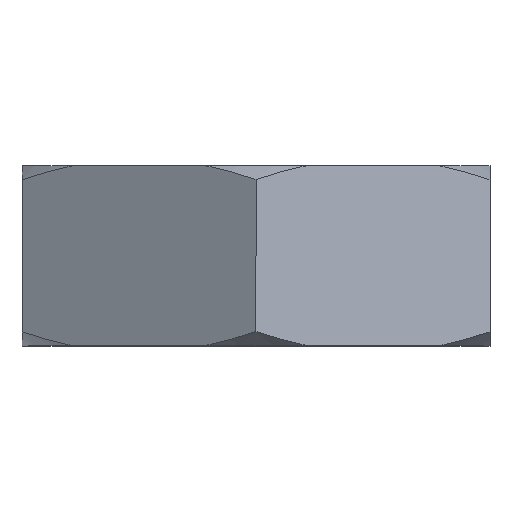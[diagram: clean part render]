
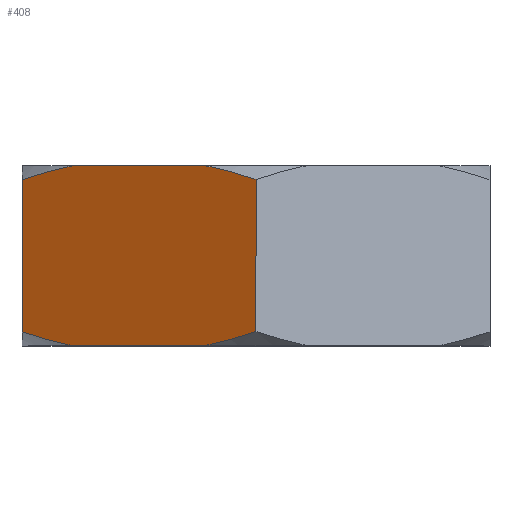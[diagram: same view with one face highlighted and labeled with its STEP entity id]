
A CAD part, top view. The second image highlights one B-rep face of the part: STEP entity #408.
In plain terms, the highlighted planar face has unit normal (-0.5, 0, 0.866).
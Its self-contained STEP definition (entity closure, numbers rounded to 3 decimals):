
#63 = CARTESIAN_POINT ( 'NONE',  ( -0.751, -3.631, 11.567 ) ) ;
#94 = CARTESIAN_POINT ( 'NONE',  ( -2.271, 4., 10.689 ) ) ;
#108 = VERTEX_POINT ( 'NONE', #924 ) ;
#129 = CARTESIAN_POINT ( 'NONE',  ( -2.271, 4., 10.689 ) ) ;
#198 = ORIENTED_EDGE ( 'NONE', *, *, #686, .F. ) ;
#233 = FACE_OUTER_BOUND ( 'NONE', #608, .T. ) ;
#379 = CARTESIAN_POINT ( 'NONE',  ( 0., 3.381, 12. ) ) ;
#406 = EDGE_CURVE ( 'NONE', #2515, #2369, #2583, .T. ) ;
#408 = ADVANCED_FACE ( 'NONE', ( #233 ), #750, .F. ) ;
#419 = CARTESIAN_POINT ( 'NONE',  ( -10.392, 4., 6. ) ) ;
#608 = EDGE_LOOP ( 'NONE', ( #2074, #2574, #2948, #1107, #1176, #1846, #198, #1759 ) ) ;
#674 = VERTEX_POINT ( 'NONE', #2221 ) ;
#686 = EDGE_CURVE ( 'NONE', #108, #2234, #1225, .T. ) ;
#691 = EDGE_CURVE ( 'NONE', #674, #1031, #3300, .T. ) ;
#750 = PLANE ( 'NONE',  #1500 ) ;
#813 = CARTESIAN_POINT ( 'NONE',  ( -9.641, -3.631, 6.434 ) ) ;
#825 = VECTOR ( 'NONE', #3329, 1000. ) ;
#903 = DIRECTION ( 'NONE',  ( 0., -1., 0. ) ) ;
#924 = CARTESIAN_POINT ( 'NONE',  ( -8.122, 4., 7.311 ) ) ;
#1031 = VERTEX_POINT ( 'NONE', #1544 ) ;
#1051 = VECTOR ( 'NONE', #2310, 1000. ) ;
#1107 = ORIENTED_EDGE ( 'NONE', *, *, #2273, .T. ) ;
#1158 = CARTESIAN_POINT ( 'NONE',  ( -10.392, 3.381, 6. ) ) ;
#1174 = CARTESIAN_POINT ( 'NONE',  ( -8.886, 3.843, 6.87 ) ) ;
#1176 = ORIENTED_EDGE ( 'NONE', *, *, #3115, .F. ) ;
#1200 = VERTEX_POINT ( 'NONE', #2952 ) ;
#1225 = LINE ( 'NONE', #3008, #825 ) ;
#1259 = VECTOR ( 'NONE', #1403, 1000. ) ;
#1305 = EDGE_CURVE ( 'NONE', #1031, #2515, #3113, .T. ) ;
#1318 = CARTESIAN_POINT ( 'NONE',  ( -8.122, -4., 7.311 ) ) ;
#1403 = DIRECTION ( 'NONE',  ( 0., -1., 0. ) ) ;
#1423 = CARTESIAN_POINT ( 'NONE',  ( -2.271, -4., 10.689 ) ) ;
#1426 = CARTESIAN_POINT ( 'NONE',  ( -1.508, 3.843, 11.13 ) ) ;
#1500 = AXIS2_PLACEMENT_3D ( 'NONE', #1801, #3127, #1820 ) ;
#1544 = CARTESIAN_POINT ( 'NONE',  ( -10.392, -3.381, 6. ) ) ;
#1646 = EDGE_CURVE ( 'NONE', #1200, #2234, #1996, .T. ) ;
#1759 = ORIENTED_EDGE ( 'NONE', *, *, #2714, .T. ) ;
#1801 = CARTESIAN_POINT ( 'NONE',  ( -10.392, 4., 6. ) ) ;
#1820 = DIRECTION ( 'NONE',  ( -0.866, 0., -0.5 ) ) ;
#1846 = ORIENTED_EDGE ( 'NONE', *, *, #1646, .T. ) ;
#1917 = CARTESIAN_POINT ( 'NONE',  ( -1.507, -3.843, 11.13 ) ) ;
#1996 = B_SPLINE_CURVE_WITH_KNOTS ( 'NONE', 3,
 ( #379, #2523, #1426, #129 ),
 .UNSPECIFIED., .F., .F.,
 ( 4, 4 ),
 ( 0., 0.003 ),
 .UNSPECIFIED. ) ;
#2074 = ORIENTED_EDGE ( 'NONE', *, *, #691, .T. ) ;
#2128 = LINE ( 'NONE', #2662, #1259 ) ;
#2141 = B_SPLINE_CURVE_WITH_KNOTS ( 'NONE', 3,
 ( #2209, #1174, #2995, #1158 ),
 .UNSPECIFIED., .F., .F.,
 ( 4, 4 ),
 ( 0.009, 0.012 ),
 .UNSPECIFIED. ) ;
#2197 = CARTESIAN_POINT ( 'NONE',  ( 0., -3.381, 12. ) ) ;
#2209 = CARTESIAN_POINT ( 'NONE',  ( -8.122, 4., 7.311 ) ) ;
#2221 = CARTESIAN_POINT ( 'NONE',  ( -10.392, 3.381, 6. ) ) ;
#2234 = VERTEX_POINT ( 'NONE', #94 ) ;
#2273 = EDGE_CURVE ( 'NONE', #2369, #2275, #3370, .T. ) ;
#2275 = VERTEX_POINT ( 'NONE', #3240 ) ;
#2310 = DIRECTION ( 'NONE',  ( 0.866, 0., 0.5 ) ) ;
#2362 = CARTESIAN_POINT ( 'NONE',  ( -10.392, -4., 6. ) ) ;
#2369 = VERTEX_POINT ( 'NONE', #1423 ) ;
#2515 = VERTEX_POINT ( 'NONE', #1318 ) ;
#2523 = CARTESIAN_POINT ( 'NONE',  ( -0.751, 3.631, 11.566 ) ) ;
#2574 = ORIENTED_EDGE ( 'NONE', *, *, #1305, .T. ) ;
#2583 = LINE ( 'NONE', #2362, #1051 ) ;
#2662 = CARTESIAN_POINT ( 'NONE',  ( 0., 4., 12. ) ) ;
#2714 = EDGE_CURVE ( 'NONE', #108, #674, #2141, .T. ) ;
#2902 = CARTESIAN_POINT ( 'NONE',  ( -10.392, -3.381, 6. ) ) ;
#2948 = ORIENTED_EDGE ( 'NONE', *, *, #406, .T. ) ;
#2952 = CARTESIAN_POINT ( 'NONE',  ( 0., 3.381, 12. ) ) ;
#2965 = CARTESIAN_POINT ( 'NONE',  ( -2.271, -4., 10.689 ) ) ;
#2995 = CARTESIAN_POINT ( 'NONE',  ( -9.642, 3.631, 6.433 ) ) ;
#3008 = CARTESIAN_POINT ( 'NONE',  ( -10.392, 4., 6. ) ) ;
#3078 = VECTOR ( 'NONE', #903, 1000. ) ;
#3113 = B_SPLINE_CURVE_WITH_KNOTS ( 'NONE', 3,
 ( #2902, #813, #3227, #3243 ),
 .UNSPECIFIED., .F., .F.,
 ( 4, 4 ),
 ( 0., 0.003 ),
 .UNSPECIFIED. ) ;
#3115 = EDGE_CURVE ( 'NONE', #1200, #2275, #2128, .T. ) ;
#3127 = DIRECTION ( 'NONE',  ( 0.5, 0., -0.866 ) ) ;
#3227 = CARTESIAN_POINT ( 'NONE',  ( -8.885, -3.843, 6.87 ) ) ;
#3240 = CARTESIAN_POINT ( 'NONE',  ( 0., -3.381, 12. ) ) ;
#3243 = CARTESIAN_POINT ( 'NONE',  ( -8.122, -4., 7.311 ) ) ;
#3300 = LINE ( 'NONE', #419, #3078 ) ;
#3329 = DIRECTION ( 'NONE',  ( 0.866, 0., 0.5 ) ) ;
#3370 = B_SPLINE_CURVE_WITH_KNOTS ( 'NONE', 3,
 ( #2965, #1917, #63, #2197 ),
 .UNSPECIFIED., .F., .F.,
 ( 4, 4 ),
 ( 0.009, 0.012 ),
 .UNSPECIFIED. ) ;
